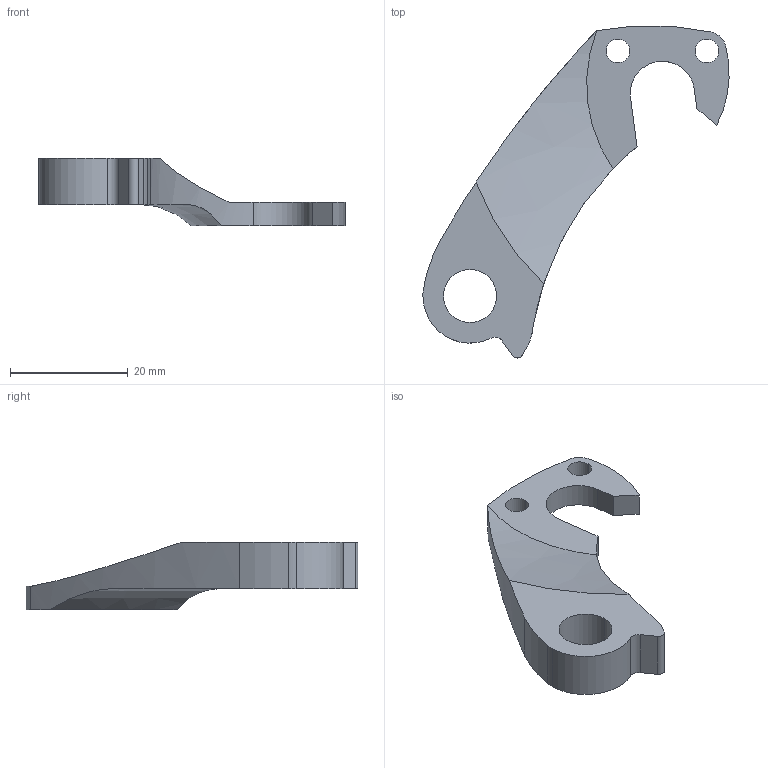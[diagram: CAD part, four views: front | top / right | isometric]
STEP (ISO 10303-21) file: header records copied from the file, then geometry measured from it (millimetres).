
FILE_DESCRIPTION (( 'STEP AP214' ), '1' );
FILE_NAME ('DR4125.STEP', '2018-10-02T20:32:22', ( '' ), ( '' ), 'SwSTEP 2.0', 'SolidWorks 2018', '' );
FILE_SCHEMA (( 'AUTOMOTIVE_DESIGN' ));
Length unit declared in the file: millimetre
Products named in the file (1): DR4125
Bounding box: 51.97 x 56.36 x 11.5 mm (x, y, z)
Volume: 5643.5 mm3; surface area: 3452.1 mm2
Topology: 1 solids, 1 shells, 31 faces, 86 edges, 57 vertices
Faces by surface type: cylinder 19, plane 10, cone 1, bspline 1
Entity records: 1139 total; most frequent: CARTESIAN_POINT 269, DIRECTION 185, ORIENTED_EDGE 172, EDGE_CURVE 86, AXIS2_PLACEMENT_3D 74, VERTEX_POINT 57, CIRCLE 43, VECTOR 37
